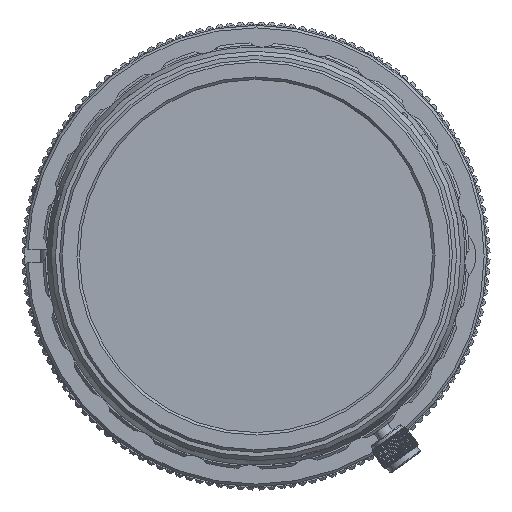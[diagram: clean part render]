
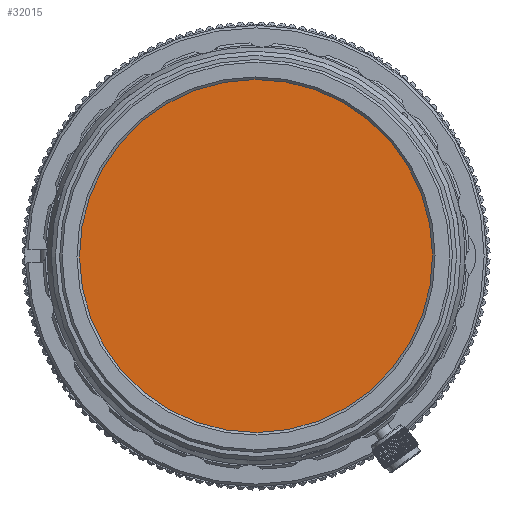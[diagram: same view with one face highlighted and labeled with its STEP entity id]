
A CAD part, left-side view. The second image highlights one B-rep face of the part: STEP entity #32015.
In plain terms, the highlighted planar face has unit normal (-1, 0, 0).
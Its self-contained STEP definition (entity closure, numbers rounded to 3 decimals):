
#10193 = AXIS2_PLACEMENT_3D ( 'NONE', #29388, #67770, #13616 ) ;
#11715 = DIRECTION ( 'NONE',  ( 1., 0., 0. ) ) ;
#13616 = DIRECTION ( 'NONE',  ( 0., 0., -1. ) ) ;
#14378 = ORIENTED_EDGE ( 'NONE', *, *, #64032, .T. ) ;
#16055 = CIRCLE ( 'NONE', #58846, 22.1 ) ;
#17416 = PLANE ( 'NONE',  #43258 ) ;
#26360 = VERTEX_POINT ( 'NONE', #38605 ) ;
#29388 = CARTESIAN_POINT ( 'NONE',  ( -23.85, 0., 0. ) ) ;
#32015 = ADVANCED_FACE ( 'NONE', ( #67622 ), #17416, .F. ) ;
#34152 = DIRECTION ( 'NONE',  ( 0., 0., -1. ) ) ;
#38093 = CARTESIAN_POINT ( 'NONE',  ( -23.85, 0., -22.1 ) ) ;
#38605 = CARTESIAN_POINT ( 'NONE',  ( -23.85, 0., 22.1 ) ) ;
#39338 = CIRCLE ( 'NONE', #10193, 22.1 ) ;
#41749 = DIRECTION ( 'NONE',  ( -1., 0., 0. ) ) ;
#43258 = AXIS2_PLACEMENT_3D ( 'NONE', #67015, #11715, #34152 ) ;
#49708 = EDGE_CURVE ( 'NONE', #26360, #60517, #39338, .T. ) ;
#58227 = CARTESIAN_POINT ( 'NONE',  ( -23.85, 0., 0. ) ) ;
#58846 = AXIS2_PLACEMENT_3D ( 'NONE', #58227, #41749, #69089 ) ;
#60517 = VERTEX_POINT ( 'NONE', #38093 ) ;
#63355 = ORIENTED_EDGE ( 'NONE', *, *, #49708, .T. ) ;
#64032 = EDGE_CURVE ( 'NONE', #60517, #26360, #16055, .T. ) ;
#67015 = CARTESIAN_POINT ( 'NONE',  ( -23.85, 0., 0. ) ) ;
#67622 = FACE_OUTER_BOUND ( 'NONE', #69028, .T. ) ;
#67770 = DIRECTION ( 'NONE',  ( -1., 0., 0. ) ) ;
#69028 = EDGE_LOOP ( 'NONE', ( #14378, #63355 ) ) ;
#69089 = DIRECTION ( 'NONE',  ( 0., 0., -1. ) ) ;
